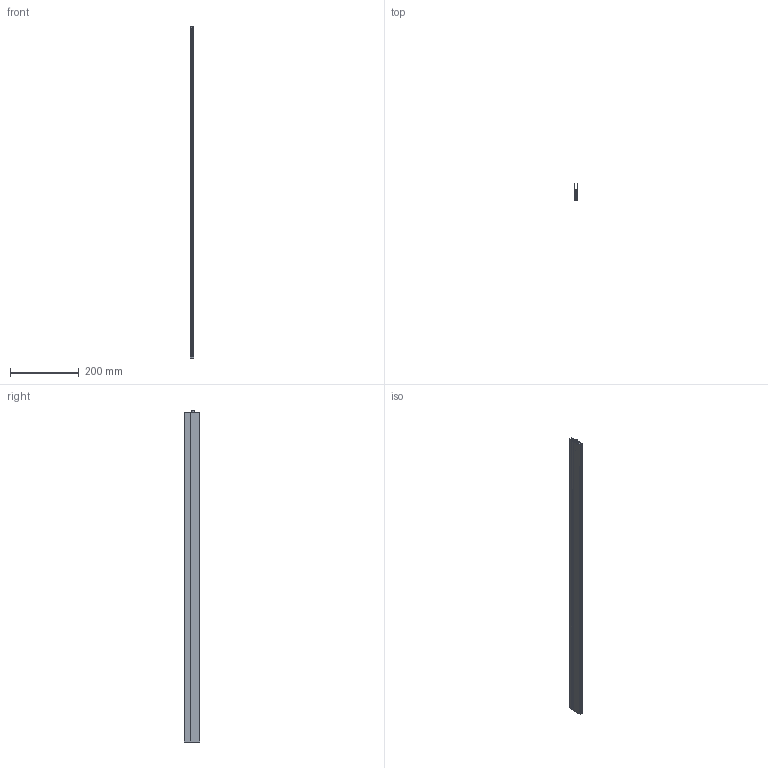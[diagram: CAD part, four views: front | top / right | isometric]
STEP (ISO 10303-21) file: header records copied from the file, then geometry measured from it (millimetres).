
FILE_DESCRIPTION (( 'STEP AP203' ), '1' );
FILE_NAME ('KG F8 schmal 959.STEP', '2025-03-05T16:22:51', ( '' ), ( '' ), 'SwSTEP 2.0', 'SolidWorks 2023', '' );
FILE_SCHEMA (( 'CONFIG_CONTROL_DESIGN' ));
Length unit declared in the file: millimetre
Products named in the file (5): Betätigungsteil_WA; Innengeometrie_WA; Aussengehäuse_WA; Schutzprofil KG F8 schmal_Schutzprofil KG F8 schmal; KG F8 schmal 959
Assembly tree (4 placements, depth 2):
  KG F8 schmal 959
    Schutzprofil KG F8 schmal_Schutzprofil KG F8 schmal
    Aussengehäuse_WA
    Betätigungsteil_WA
    Innengeometrie_WA
Bounding box: 11.5 x 46.01 x 967 mm (x, y, z)
Volume: 268860.6 mm3; surface area: 417922.3 mm2
Topology: 21 solids, 21 shells, 712 faces, 2002 edges, 1334 vertices
Faces by surface type: plane 362, bspline 298, cylinder 50, torus 2
Entity records: 37587 total; most frequent: CARTESIAN_POINT 20503, ORIENTED_EDGE 4004, DIRECTION 2354, EDGE_CURVE 2002, VERTEX_POINT 1334, LINE 1300, VECTOR 1300, EDGE_LOOP 794
